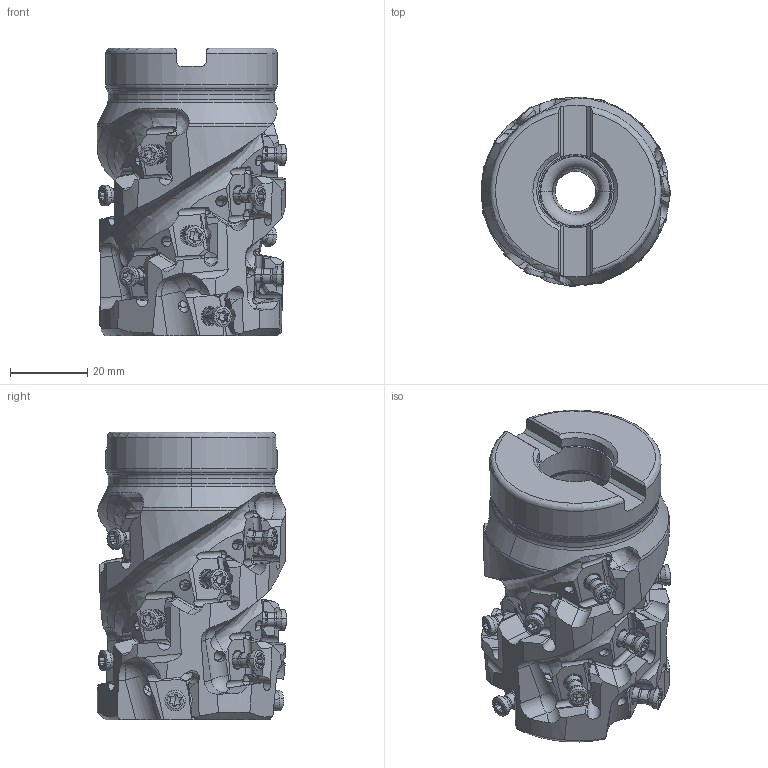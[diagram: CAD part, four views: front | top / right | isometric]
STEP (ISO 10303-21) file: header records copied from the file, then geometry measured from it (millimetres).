
FILE_DESCRIPTION(/* description */ (''),/* implementation_level */ '2;1');
FILE_NAME(/* name */ 'VPX300UR2_0003AA2015.stp',/* time_stamp */ '2021-06-22T11:13:30+09:00',/* author */ (''),/* organization */ (''),/* preprocessor_version */ 'ST-DEVELOPER v16',/* originating_system */ 'SIEMENS PLM Software NX 10.0',/* authorisation */ '');
FILE_SCHEMA (('AUTOMOTIVE_DESIGN { 1 0 10303 214 3 1 1 1 }'));
Products named in the file (1): VPX300UR2_0003AA2015_ASM
Bounding box: 49.05 x 49.07 x 74.6 mm (x, y, z)
Volume: 86550.6 mm3; surface area: 26632.2 mm2
Topology: 16 solids, 16 shells, 1643 faces, 4553 edges, 2929 vertices
Faces by surface type: cylinder 775, plane 439, cone 179, sphere 123, torus 101, bspline 20, extrusion 6
Entity records: 68249 total; most frequent: CARTESIAN_POINT 26765, ORIENTED_EDGE 8902, DIRECTION 8453, EDGE_CURVE 4451, AXIS2_PLACEMENT_3D 3428, VERTEX_POINT 2911, EDGE_LOOP 1746, ADVANCED_FACE 1643
